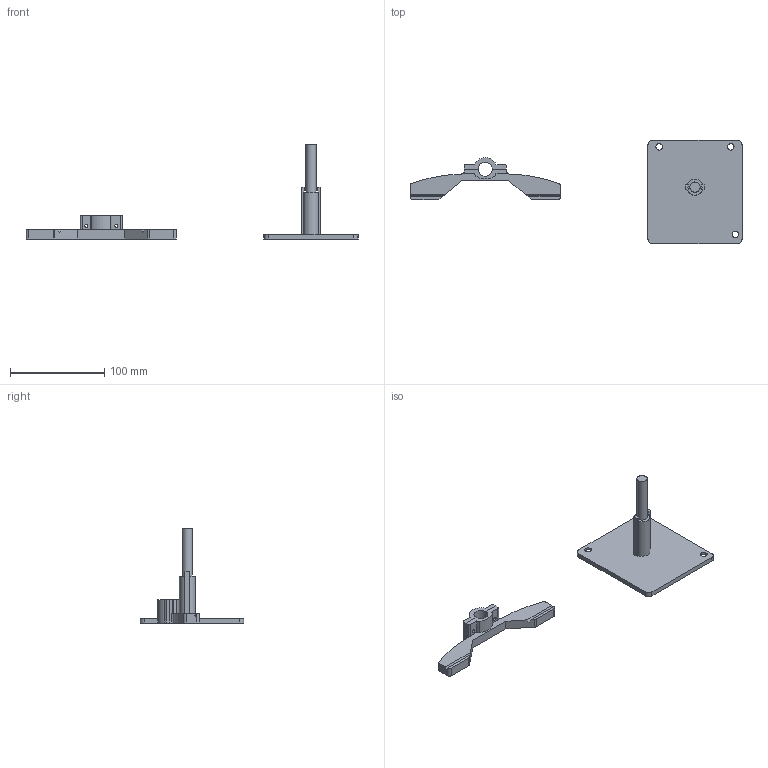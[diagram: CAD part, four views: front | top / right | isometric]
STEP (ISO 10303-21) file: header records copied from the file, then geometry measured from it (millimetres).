
FILE_DESCRIPTION(/* description */ ('STEP AP242','CAx-IF Rec.Pracs.---Representation and Presentation of Product Manufacturing Information (PMI)---4.0---2014-10-13','CAx-IF Rec.Pracs.---3D Tessellated Geometry---0.4---2014-09-14','2;1'),/* implementation_level */ '2;1');
FILE_NAME(/* name */ '647e864e180bea11e23f1bcf',/* time_stamp */ '2023-06-06T01:05:18Z',/* author */ (''),/* organization */ (''),/* preprocessor_version */ 'ST-DEVELOPER v19.4',/* originating_system */ ' ',/* authorisation */ ' ');
FILE_SCHEMA (('AP242_MANAGED_MODEL_BASED_3D_ENGINEERING_MIM_LF { 1 0 10303 442 1 1 4 }'));
Length unit declared in the file: metre
Products named in the file (3): Surface_clamp_rear; baseplate; surface_clamp
Bounding box: 352.97 x 110 x 100 mm (x, y, z)
Volume: 104734.8 mm3; surface area: 43182.3 mm2
Topology: 3 solids, 3 shells, 94 faces, 256 edges, 170 vertices
Faces by surface type: plane 55, cylinder 39
Full cylindrical faces by diameter (mm): 3.4 x4, 7 x3, 11 x1
Entity records: 3027 total; most frequent: DIRECTION 519, CARTESIAN_POINT 511, ORIENTED_EDGE 492, EDGE_CURVE 246, AXIS2_PLACEMENT_3D 176, VERTEX_POINT 168, LINE 167, VECTOR 167
